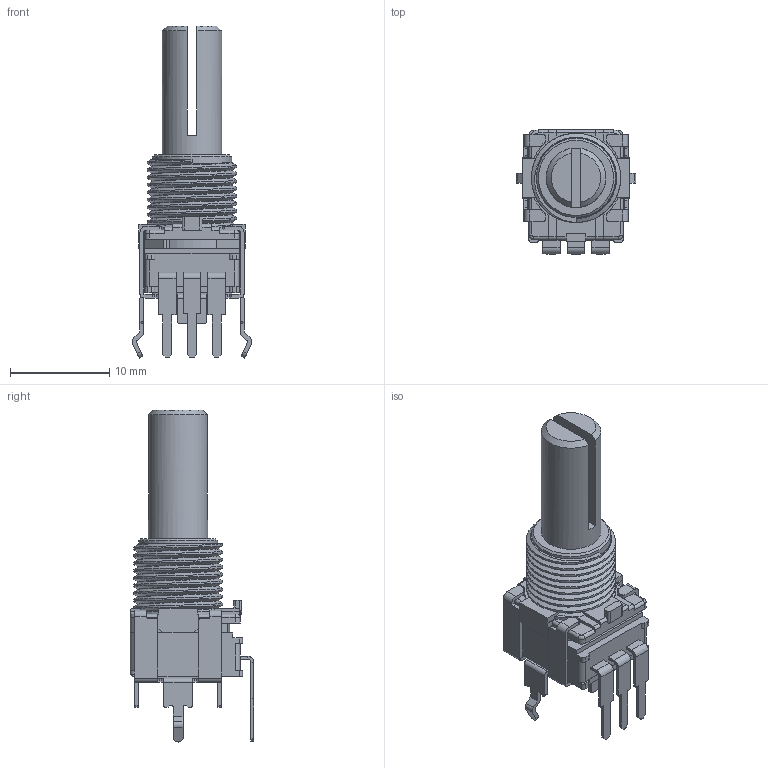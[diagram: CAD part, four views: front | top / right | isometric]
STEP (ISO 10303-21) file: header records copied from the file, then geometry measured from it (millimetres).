
FILE_DESCRIPTION(/* description */ (''),/* implementation_level */ '2;1');
FILE_NAME(/* name */ 'RK09L11-L200-colored-with-shlitz.step',/* time_stamp */ '2023-11-22T16:36:58+03:00',/* author */ (''),/* organization */ (''),/* preprocessor_version */ 'ST-DEVELOPER v20',/* originating_system */ 'Autodesk Translation Framework v12.14.0.127',/* authorisation */ '');
FILE_SCHEMA (('AUTOMOTIVE_DESIGN { 1 0 10303 214 3 1 1 }'));
Length unit declared in the file: millimetre
Products named in the file (1): (Unsaved)
Bounding box: 12.1 x 12.5 x 33.5 mm (x, y, z)
Volume: 1499.4 mm3; surface area: 1621.6 mm2
Topology: 1 solids, 1 shells, 414 faces, 1170 edges, 755 vertices
Faces by surface type: plane 253, cylinder 146, bspline 10, cone 3, torus 2
Full cylindrical faces by diameter (mm): 6 x1, 7.98 x1, 9 x8
Entity records: 16840 total; most frequent: CARTESIAN_POINT 5537, ORIENTED_EDGE 2340, DIRECTION 2227, EDGE_CURVE 1170, LINE 819, VECTOR 819, VERTEX_POINT 755, AXIS2_PLACEMENT_3D 704
